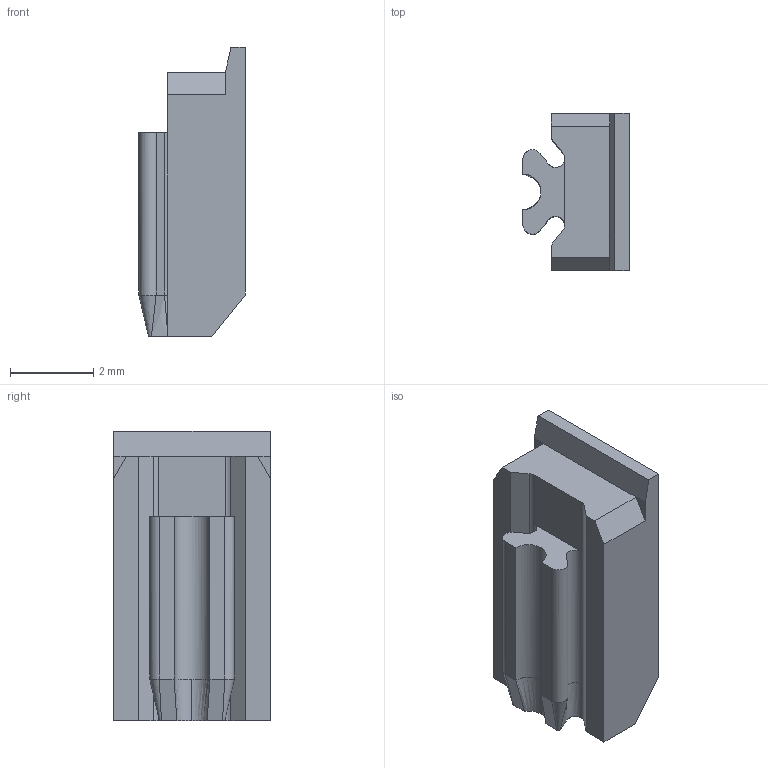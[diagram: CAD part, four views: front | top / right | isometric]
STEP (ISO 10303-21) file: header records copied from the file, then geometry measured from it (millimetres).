
FILE_DESCRIPTION(/* description */ (''),/* implementation_level */ '2;1');
FILE_NAME(/* name */ '100123843ugm000_b.stp',/* time_stamp */ '2016-11-15T11:12:56+01:00',/* author */ (''),/* organization */ (''),/* preprocessor_version */ 'ST-DEVELOPER v16',/* originating_system */ 'SIEMENS PLM Software NX 10.0',/* authorisation */ '');
FILE_SCHEMA (('AUTOMOTIVE_DESIGN { 1 0 10303 214 3 1 1 1 }'));
Length unit declared in the file: millimetre
Products named in the file (1): 100123843ugm000_b
Bounding box: 2.55 x 3.77 x 6.95 mm (x, y, z)
Volume: 45.8 mm3; surface area: 104.7 mm2
Topology: 1 solids, 1 shells, 37 faces, 97 edges, 62 vertices
Faces by surface type: plane 24, bspline 8, cylinder 5
Entity records: 1243 total; most frequent: CARTESIAN_POINT 376, ORIENTED_EDGE 194, DIRECTION 133, EDGE_CURVE 97, LINE 67, VECTOR 67, VERTEX_POINT 62, ADVANCED_FACE 37
